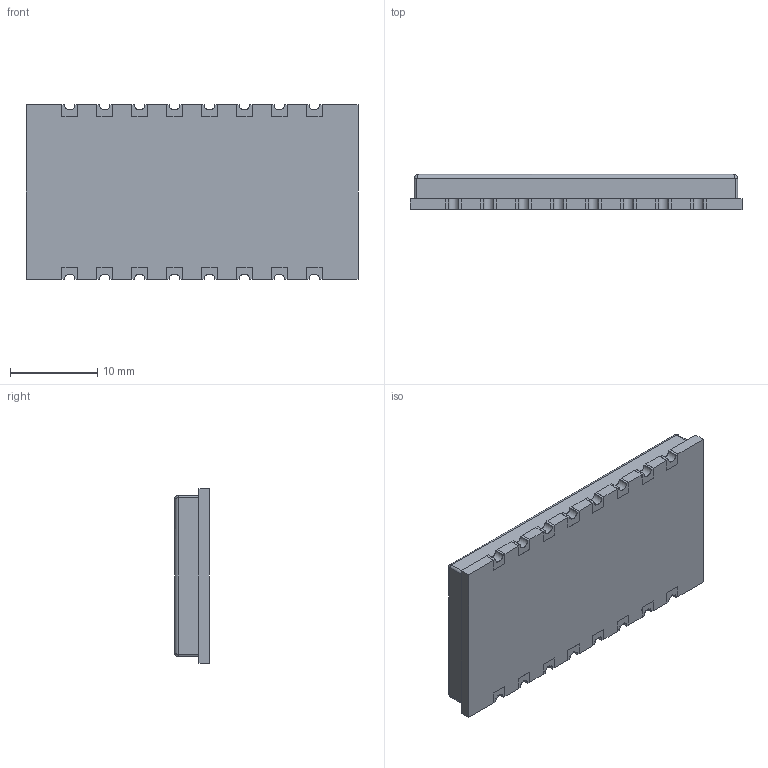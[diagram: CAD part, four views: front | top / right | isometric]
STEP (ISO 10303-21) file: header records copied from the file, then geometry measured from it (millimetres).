
FILE_DESCRIPTION(/* description */ (''),/* implementation_level */ '2;1');
FILE_NAME(/* name */ 'LoRa126XF30.step',/* time_stamp */ '2021-11-26T19:47:33-03:00',/* author */ (''),/* organization */ (''),/* preprocessor_version */ 'ST-DEVELOPER v18.1',/* originating_system */ 'Autodesk Translation Framework v10.10.0.1391',/* authorisation */ '');
FILE_SCHEMA (('AUTOMOTIVE_DESIGN { 1 0 10303 214 3 1 1 }'));
Length unit declared in the file: millimetre
Products named in the file (1): LoRa126XF30
Bounding box: 38 x 4 x 20 mm (x, y, z)
Volume: 2811.6 mm3; surface area: 3470 mm2
Topology: 18 solids, 18 shells, 344 faces, 916 edges, 604 vertices
Faces by surface type: plane 284, cylinder 56, bspline 4
Entity records: 10653 total; most frequent: CARTESIAN_POINT 1957, ORIENTED_EDGE 1824, DIRECTION 1706, EDGE_CURVE 912, LINE 800, VECTOR 800, VERTEX_POINT 604, AXIS2_PLACEMENT_3D 453
